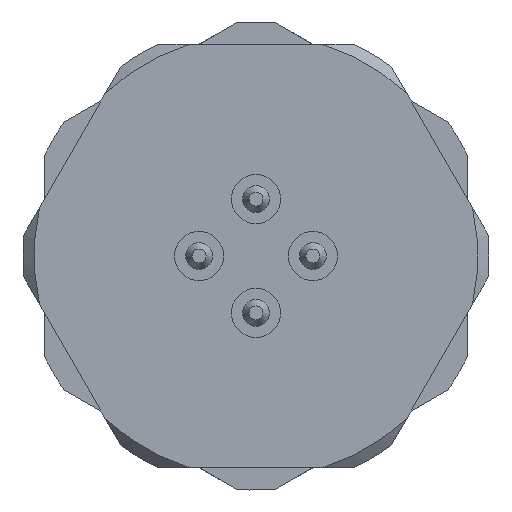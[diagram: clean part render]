
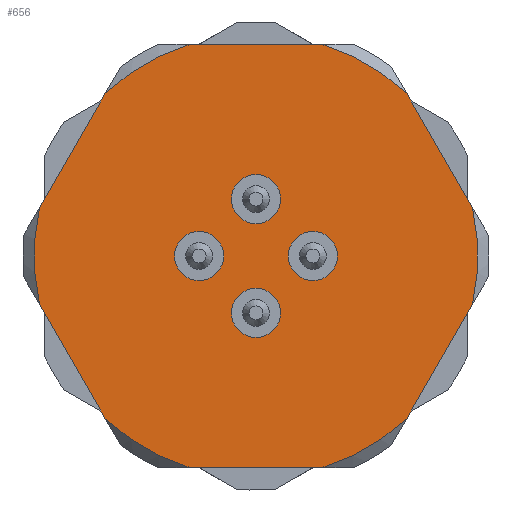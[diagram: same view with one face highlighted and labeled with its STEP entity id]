
A CAD part, front view. The second image highlights one B-rep face of the part: STEP entity #656.
In plain terms, the highlighted planar face has unit normal (0, -1, 0).
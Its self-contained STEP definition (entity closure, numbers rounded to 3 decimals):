
#320=FACE_BOUND('',#1173,.T.);
#321=FACE_BOUND('',#1174,.T.);
#322=FACE_BOUND('',#1175,.T.);
#323=FACE_BOUND('',#1176,.T.);
#324=FACE_BOUND('',#1177,.T.);
#505=CIRCLE('',#4060,9.95);
#506=CIRCLE('',#4061,9.95);
#507=CIRCLE('',#4062,9.95);
#508=CIRCLE('',#4063,9.95);
#509=CIRCLE('',#4064,9.95);
#510=CIRCLE('',#4065,9.95);
#511=CIRCLE('',#4066,1.1);
#512=CIRCLE('',#4067,1.1);
#513=CIRCLE('',#4068,1.1);
#514=CIRCLE('',#4069,1.1);
#656=ADVANCED_FACE('',(#320,#321,#322,#323,#324),#889,.F.);
#889=PLANE('',#4070);
#1173=EDGE_LOOP('',(#1491,#1492,#1493,#1494,#1495,#1496,#1497,#1498,#1499,
#1500,#1501,#1502));
#1174=EDGE_LOOP('',(#1503));
#1175=EDGE_LOOP('',(#1504));
#1176=EDGE_LOOP('',(#1505));
#1177=EDGE_LOOP('',(#1506));
#1491=ORIENTED_EDGE('',*,*,#2996,.F.);
#1492=ORIENTED_EDGE('',*,*,#2997,.F.);
#1493=ORIENTED_EDGE('',*,*,#2998,.F.);
#1494=ORIENTED_EDGE('',*,*,#2999,.F.);
#1495=ORIENTED_EDGE('',*,*,#3000,.F.);
#1496=ORIENTED_EDGE('',*,*,#3001,.F.);
#1497=ORIENTED_EDGE('',*,*,#3002,.F.);
#1498=ORIENTED_EDGE('',*,*,#3003,.F.);
#1499=ORIENTED_EDGE('',*,*,#3004,.F.);
#1500=ORIENTED_EDGE('',*,*,#3005,.F.);
#1501=ORIENTED_EDGE('',*,*,#3006,.F.);
#1502=ORIENTED_EDGE('',*,*,#3007,.F.);
#1503=ORIENTED_EDGE('',*,*,#3008,.F.);
#1504=ORIENTED_EDGE('',*,*,#3009,.F.);
#1505=ORIENTED_EDGE('',*,*,#3010,.F.);
#1506=ORIENTED_EDGE('',*,*,#3011,.F.);
#2605=VERTEX_POINT('',#5451);
#2606=VERTEX_POINT('',#5452);
#2607=VERTEX_POINT('',#5454);
#2608=VERTEX_POINT('',#5456);
#2609=VERTEX_POINT('',#5458);
#2610=VERTEX_POINT('',#5460);
#2611=VERTEX_POINT('',#5462);
#2612=VERTEX_POINT('',#5464);
#2613=VERTEX_POINT('',#5466);
#2614=VERTEX_POINT('',#5468);
#2615=VERTEX_POINT('',#5470);
#2616=VERTEX_POINT('',#5472);
#2617=VERTEX_POINT('',#5475);
#2618=VERTEX_POINT('',#5477);
#2619=VERTEX_POINT('',#5479);
#2620=VERTEX_POINT('',#5481);
#2996=EDGE_CURVE('',#2605,#2606,#3553,.T.);
#2997=EDGE_CURVE('',#2607,#2605,#505,.T.);
#2998=EDGE_CURVE('',#2608,#2607,#3554,.T.);
#2999=EDGE_CURVE('',#2609,#2608,#506,.T.);
#3000=EDGE_CURVE('',#2610,#2609,#3555,.T.);
#3001=EDGE_CURVE('',#2611,#2610,#507,.T.);
#3002=EDGE_CURVE('',#2612,#2611,#3556,.T.);
#3003=EDGE_CURVE('',#2613,#2612,#508,.T.);
#3004=EDGE_CURVE('',#2614,#2613,#3557,.T.);
#3005=EDGE_CURVE('',#2615,#2614,#509,.T.);
#3006=EDGE_CURVE('',#2616,#2615,#3558,.T.);
#3007=EDGE_CURVE('',#2606,#2616,#510,.T.);
#3008=EDGE_CURVE('',#2617,#2617,#511,.T.);
#3009=EDGE_CURVE('',#2618,#2618,#512,.T.);
#3010=EDGE_CURVE('',#2619,#2619,#513,.T.);
#3011=EDGE_CURVE('',#2620,#2620,#514,.T.);
#3553=LINE('',#5450,#3790);
#3554=LINE('',#5455,#3791);
#3555=LINE('',#5459,#3792);
#3556=LINE('',#5463,#3793);
#3557=LINE('',#5467,#3794);
#3558=LINE('',#5471,#3795);
#3790=VECTOR('',#4452,1.);
#3791=VECTOR('',#4455,1.);
#3792=VECTOR('',#4458,1.);
#3793=VECTOR('',#4461,1.);
#3794=VECTOR('',#4464,1.);
#3795=VECTOR('',#4467,1.);
#4060=AXIS2_PLACEMENT_3D('',#5453,#4453,#4454);
#4061=AXIS2_PLACEMENT_3D('',#5457,#4456,#4457);
#4062=AXIS2_PLACEMENT_3D('',#5461,#4459,#4460);
#4063=AXIS2_PLACEMENT_3D('',#5465,#4462,#4463);
#4064=AXIS2_PLACEMENT_3D('',#5469,#4465,#4466);
#4065=AXIS2_PLACEMENT_3D('',#5473,#4468,#4469);
#4066=AXIS2_PLACEMENT_3D('',#5474,#4470,#4471);
#4067=AXIS2_PLACEMENT_3D('',#5476,#4472,#4473);
#4068=AXIS2_PLACEMENT_3D('',#5478,#4474,#4475);
#4069=AXIS2_PLACEMENT_3D('',#5480,#4476,#4477);
#4070=AXIS2_PLACEMENT_3D('',#5482,#4478,#4479);
#4452=DIRECTION('',(1.,0.,0.));
#4453=DIRECTION('',(0.,1.,0.));
#4454=DIRECTION('',(0.,0.,1.));
#4455=DIRECTION('',(0.5,0.,0.866));
#4456=DIRECTION('',(0.,1.,0.));
#4457=DIRECTION('',(0.,0.,1.));
#4458=DIRECTION('',(-0.5,0.,0.866));
#4459=DIRECTION('',(0.,1.,0.));
#4460=DIRECTION('',(0.,0.,1.));
#4461=DIRECTION('',(-1.,0.,0.));
#4462=DIRECTION('',(0.,1.,0.));
#4463=DIRECTION('',(0.,0.,1.));
#4464=DIRECTION('',(-0.5,0.,-0.866));
#4465=DIRECTION('',(0.,1.,0.));
#4466=DIRECTION('',(0.,0.,1.));
#4467=DIRECTION('',(0.5,0.,-0.866));
#4468=DIRECTION('',(0.,1.,0.));
#4469=DIRECTION('',(0.,0.,1.));
#4470=DIRECTION('',(0.,-1.,0.));
#4471=DIRECTION('',(0.,0.,1.));
#4472=DIRECTION('',(0.,-1.,0.));
#4473=DIRECTION('',(0.,0.,1.));
#4474=DIRECTION('',(0.,-1.,0.));
#4475=DIRECTION('',(0.,0.,1.));
#4476=DIRECTION('',(0.,-1.,0.));
#4477=DIRECTION('',(0.,0.,1.));
#4478=DIRECTION('',(0.,1.,0.));
#4479=DIRECTION('',(0.,0.,1.));
#5450=CARTESIAN_POINT('',(44.515,50.,9.5));
#5451=CARTESIAN_POINT('',(47.042,50.,9.5));
#5452=CARTESIAN_POINT('',(52.958,50.,9.5));
#5453=CARTESIAN_POINT('',(50.,50.,0.));
#5454=CARTESIAN_POINT('',(43.252,50.,7.312));
#5455=CARTESIAN_POINT('',(39.03,50.,0.));
#5456=CARTESIAN_POINT('',(40.294,50.,2.188));
#5457=CARTESIAN_POINT('',(50.,50.,0.));
#5458=CARTESIAN_POINT('',(40.294,50.,-2.188));
#5459=CARTESIAN_POINT('',(44.515,50.,-9.5));
#5460=CARTESIAN_POINT('',(43.252,50.,-7.312));
#5461=CARTESIAN_POINT('',(50.,50.,0.));
#5462=CARTESIAN_POINT('',(47.042,50.,-9.5));
#5463=CARTESIAN_POINT('',(55.485,50.,-9.5));
#5464=CARTESIAN_POINT('',(52.958,50.,-9.5));
#5465=CARTESIAN_POINT('',(50.,50.,0.));
#5466=CARTESIAN_POINT('',(56.748,50.,-7.312));
#5467=CARTESIAN_POINT('',(60.97,50.,0.));
#5468=CARTESIAN_POINT('',(59.706,50.,-2.188));
#5469=CARTESIAN_POINT('',(50.,50.,0.));
#5470=CARTESIAN_POINT('',(59.706,50.,2.188));
#5471=CARTESIAN_POINT('',(55.485,50.,9.5));
#5472=CARTESIAN_POINT('',(56.748,50.,7.312));
#5473=CARTESIAN_POINT('',(50.,50.,0.));
#5474=CARTESIAN_POINT('',(52.55,50.,0.));
#5475=CARTESIAN_POINT('',(52.55,50.,1.1));
#5476=CARTESIAN_POINT('',(50.,50.,2.55));
#5477=CARTESIAN_POINT('',(50.,50.,3.65));
#5478=CARTESIAN_POINT('',(50.,50.,-2.55));
#5479=CARTESIAN_POINT('',(50.,50.,-1.45));
#5480=CARTESIAN_POINT('',(47.45,50.,0.));
#5481=CARTESIAN_POINT('',(47.45,50.,1.1));
#5482=CARTESIAN_POINT('',(60.45,50.,0.));
